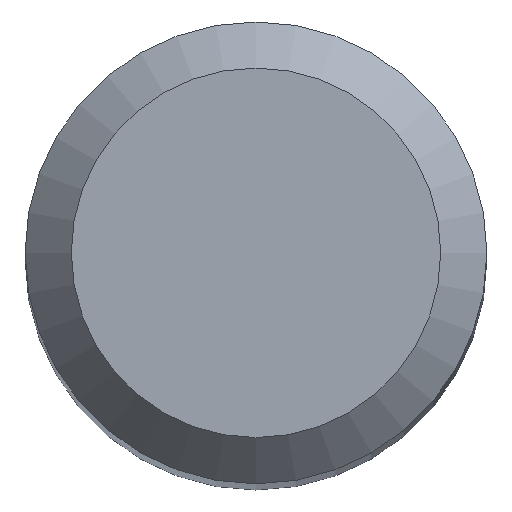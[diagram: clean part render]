
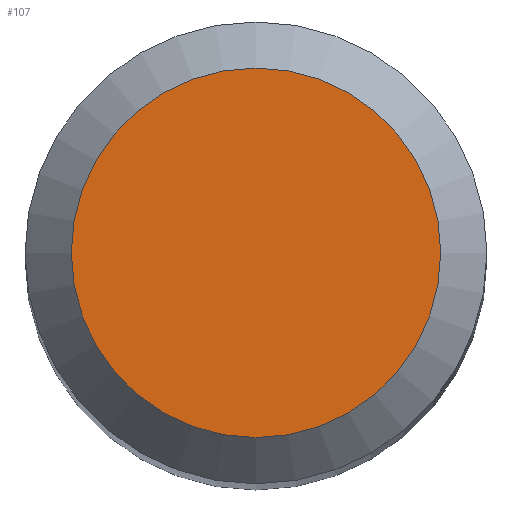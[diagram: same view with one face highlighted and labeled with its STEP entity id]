
A CAD part, top view. The second image highlights one B-rep face of the part: STEP entity #107.
In plain terms, the highlighted planar face has unit normal (0, 0, 1).
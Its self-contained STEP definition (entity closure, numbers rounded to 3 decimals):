
#17 = CARTESIAN_POINT ( 'NONE',  ( 0., 0., 38. ) ) ;
#19 = CARTESIAN_POINT ( 'NONE',  ( 0., 1.2, 38. ) ) ;
#37 = EDGE_CURVE ( 'NONE', #65, #65, #166, .T. ) ;
#61 = AXIS2_PLACEMENT_3D ( 'NONE', #17, #128, #276 ) ;
#65 = VERTEX_POINT ( 'NONE', #19 ) ;
#69 = ORIENTED_EDGE ( 'NONE', *, *, #37, .F. ) ;
#84 = DIRECTION ( 'NONE',  ( 0., 0., -1. ) ) ;
#107 = ADVANCED_FACE ( 'NONE', ( #273 ), #188, .F. ) ;
#128 = DIRECTION ( 'NONE',  ( 0., 0., -1. ) ) ;
#148 = CARTESIAN_POINT ( 'NONE',  ( 0., 0., 38. ) ) ;
#165 = DIRECTION ( 'NONE',  ( 0., 1., 0. ) ) ;
#166 = CIRCLE ( 'NONE', #210, 1.2 ) ;
#188 = PLANE ( 'NONE',  #61 ) ;
#210 = AXIS2_PLACEMENT_3D ( 'NONE', #148, #84, #165 ) ;
#268 = EDGE_LOOP ( 'NONE', ( #69 ) ) ;
#273 = FACE_OUTER_BOUND ( 'NONE', #268, .T. ) ;
#276 = DIRECTION ( 'NONE',  ( 0., 1., 0. ) ) ;
